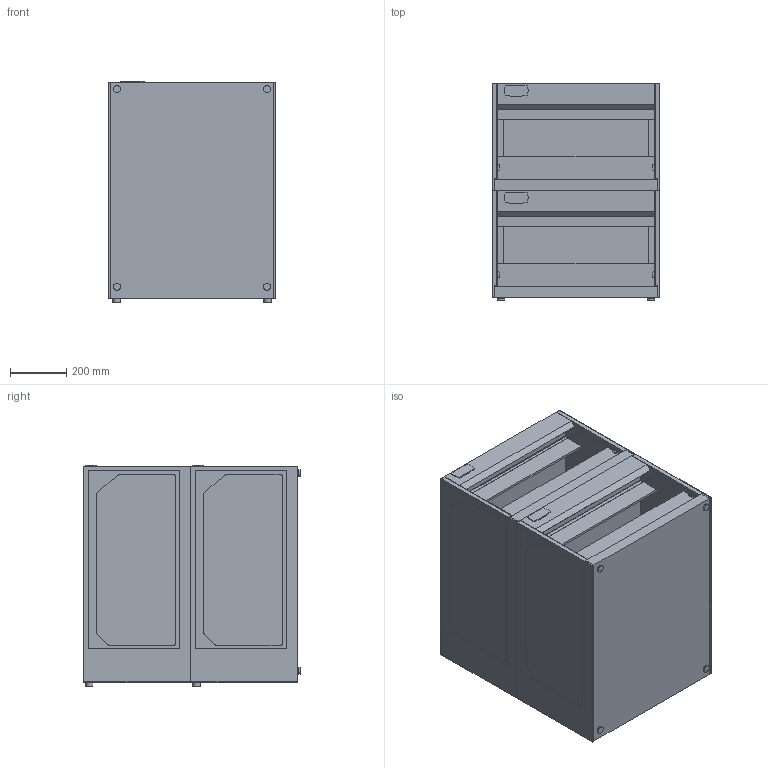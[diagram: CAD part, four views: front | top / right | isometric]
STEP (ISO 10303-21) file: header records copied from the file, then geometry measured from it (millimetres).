
FILE_DESCRIPTION(/* description */ ('Umluftwärmevitrine'),/* implementation_level */ '2;1');
FILE_NAME(/* name */ '3D-AKE-00020629.stp',/* time_stamp */ '2024-09-18T13:43:04+02:00',/* author */ ('marina.schachner'),/* organization */ (''),/* preprocessor_version */ 'ST-DEVELOPER v20',/* originating_system */ 'Autodesk Inventor 2024',/* authorisation */ '');
FILE_SCHEMA (('AUTOMOTIVE_DESIGN { 1 0 10303 214 3 1 1 }'));
Length unit declared in the file: millimetre
Products named in the file (1): 3D-AKE-00020629
Bounding box: 596 x 770 x 786.35 mm (x, y, z)
Volume: 130080856.7 mm3; surface area: 11288869.5 mm2
Topology: 43 solids, 43 shells, 636 faces, 1540 edges, 1024 vertices
Faces by surface type: plane 508, cylinder 128
Full cylindrical faces by diameter (mm): 8 x4, 25 x8
Entity records: 18463 total; most frequent: CARTESIAN_POINT 3201, ORIENTED_EDGE 3080, DIRECTION 3070, EDGE_CURVE 1540, LINE 1284, VECTOR 1284, VERTEX_POINT 1024, AXIS2_PLACEMENT_3D 893
